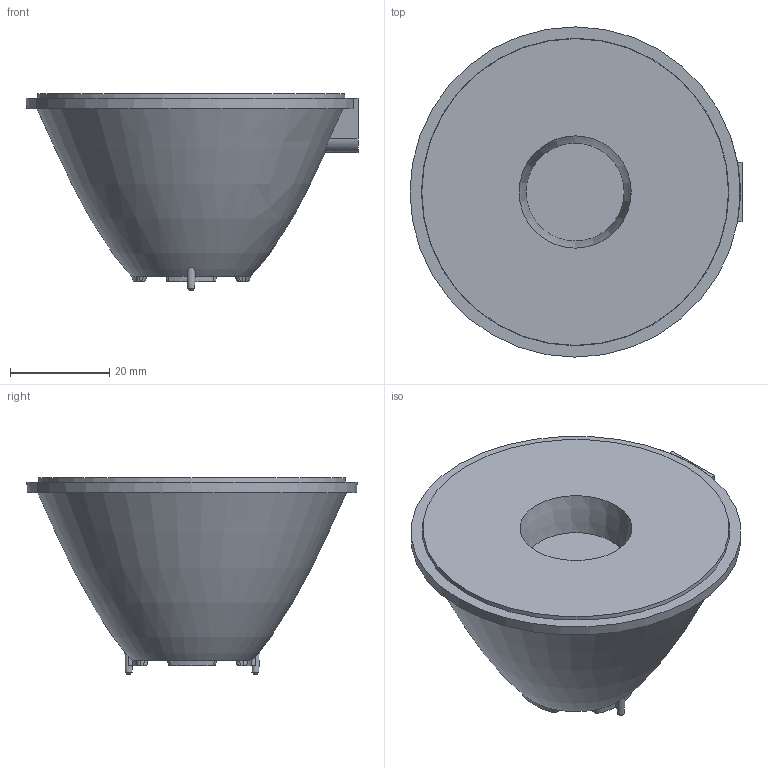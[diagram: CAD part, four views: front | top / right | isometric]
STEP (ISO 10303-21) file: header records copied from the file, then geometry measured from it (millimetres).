
FILE_DESCRIPTION(('STEP AP203'),'1');
FILE_NAME('LLC06U_X71490.step','2019-08-27T15:13:46',(' '),(' '),'Spatial InterOp 3D',' ',' ');
FILE_SCHEMA(('CONFIG_CONTROL_DESIGN'));
Length unit declared in the file: millimetre
Products named in the file (1): 1
Bounding box: 67.05 x 66.7 x 39.65 mm (x, y, z)
Volume: 65745.1 mm3; surface area: 11231.6 mm2
Topology: 1 solids, 1 shells, 67 faces, 180 edges, 118 vertices
Faces by surface type: plane 29, cone 19, bspline 16, cylinder 2, revolution 1
Entity records: 3188 total; most frequent: CARTESIAN_POINT 1725, ORIENTED_EDGE 326, DIRECTION 235, EDGE_CURVE 163, VERTEX_POINT 111, AXIS2_PLACEMENT_3D 95, EDGE_LOOP 78, B_SPLINE_CURVE_WITH_KNOTS 75
